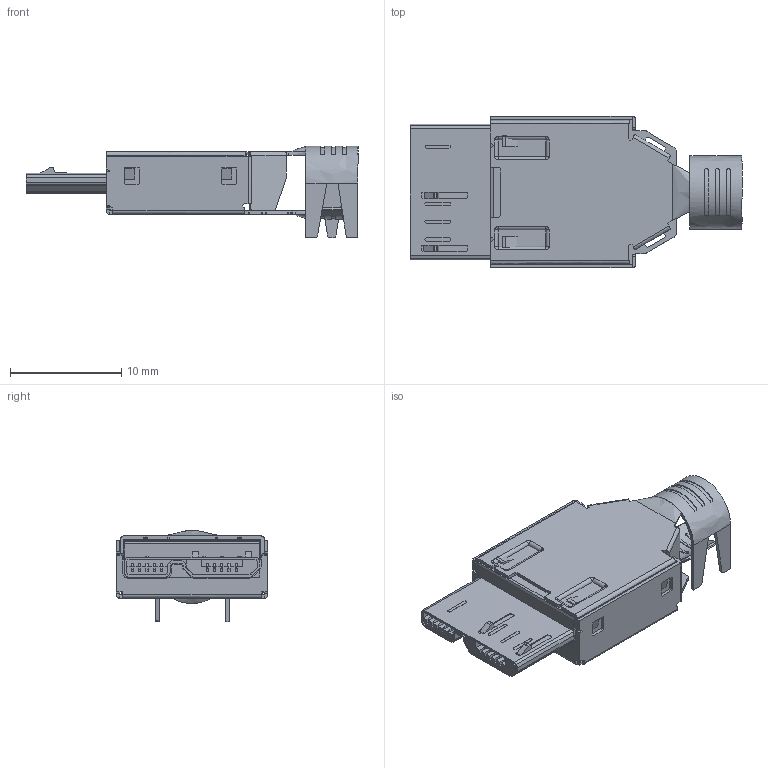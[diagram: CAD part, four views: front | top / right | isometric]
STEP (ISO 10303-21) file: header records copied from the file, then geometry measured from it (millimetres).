
FILE_DESCRIPTION (( 'STEP AP214' ), '1' );
FILE_NAME ('24-02536---Customer-P(028)A118.STEP', '2020-03-11T18:21:20', ( '' ), ( '' ), 'SwSTEP 2.0', 'SolidWorks 2018', '' );
FILE_SCHEMA (( 'AUTOMOTIVE_DESIGN' ));
Length unit declared in the file: millimetre
Products named in the file (1): 24-02536---Customer-P(028)A118
Bounding box: 29.82 x 13.62 x 8.2 mm (x, y, z)
Surface area: 2789.5 mm2 (no closed solid volume)
Topology: 0 solids, 14 shells, 1333 faces, 3809 edges, 2515 vertices
Faces by surface type: bspline 1333
Entity records: 48899 total; most frequent: CARTESIAN_POINT 20357, ORIENTED_EDGE 7518, EDGE_CURVE 3809, B_SPLINE_CURVE_WITH_KNOTS 3673, VERTEX_POINT 2515, EDGE_LOOP 1387, FACE_OUTER_BOUND 1333, ADVANCED_FACE 1333
